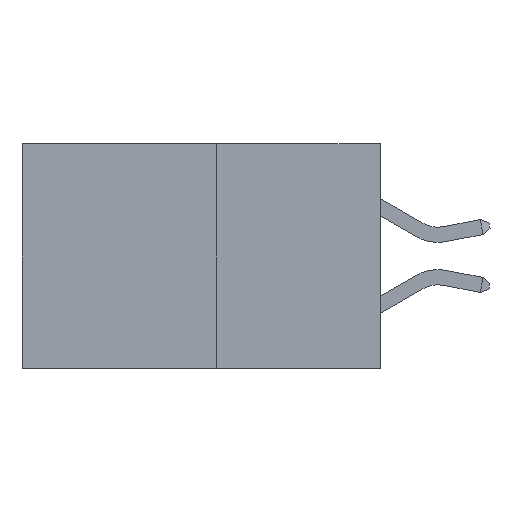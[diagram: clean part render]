
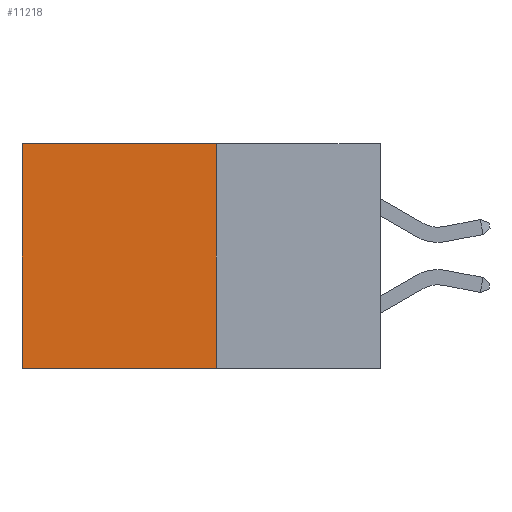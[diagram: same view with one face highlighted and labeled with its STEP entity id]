
A CAD part, left-side view. The second image highlights one B-rep face of the part: STEP entity #11218.
In plain terms, the highlighted planar face has unit normal (-1, 0, 0).
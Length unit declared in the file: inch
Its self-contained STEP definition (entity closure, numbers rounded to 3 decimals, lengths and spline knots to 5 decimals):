
#408 = ORIENTED_EDGE ( 'NONE', *, *, #856, .T. ) ;
#445 = EDGE_CURVE ( 'NONE', #5961, #6817, #5632, .T. ) ;
#751 = EDGE_CURVE ( 'NONE', #6035, #9318, #6987, .T. ) ;
#766 = CARTESIAN_POINT ( 'NONE',  ( 0.277, 0.27, -0.37 ) ) ;
#856 = EDGE_CURVE ( 'NONE', #9318, #6817, #4094, .T. ) ;
#1383 = EDGE_LOOP ( 'NONE', ( #408, #2865, #9720, #1827 ) ) ;
#1683 = DIRECTION ( 'NONE',  ( 0., 0., -1. ) ) ;
#1827 = ORIENTED_EDGE ( 'NONE', *, *, #751, .T. ) ;
#1858 = AXIS2_PLACEMENT_3D ( 'NONE', #766, #7082, #1683 ) ;
#2795 = CARTESIAN_POINT ( 'NONE',  ( 0.277, 0.27, -0.37 ) ) ;
#2810 = CARTESIAN_POINT ( 'NONE',  ( 0.277, 0.59, 0. ) ) ;
#2865 = ORIENTED_EDGE ( 'NONE', *, *, #445, .F. ) ;
#3224 = EDGE_CURVE ( 'NONE', #6035, #5961, #4593, .T. ) ;
#3304 = DIRECTION ( 'NONE',  ( 0., 0., -1. ) ) ;
#3525 = VECTOR ( 'NONE', #11224, 39.37008 ) ;
#4094 = LINE ( 'NONE', #5269, #10327 ) ;
#4310 = VECTOR ( 'NONE', #3304, 39.37008 ) ;
#4565 = DIRECTION ( 'NONE',  ( 0., 0., -1. ) ) ;
#4593 = LINE ( 'NONE', #2795, #4310 ) ;
#4657 = VECTOR ( 'NONE', #11275, 39.37008 ) ;
#5269 = CARTESIAN_POINT ( 'NONE',  ( 0.277, 0.59, -0.37 ) ) ;
#5313 = PLANE ( 'NONE',  #1858 ) ;
#5632 = LINE ( 'NONE', #11247, #3525 ) ;
#5961 = VERTEX_POINT ( 'NONE', #7214 ) ;
#6035 = VERTEX_POINT ( 'NONE', #6498 ) ;
#6429 = FACE_OUTER_BOUND ( 'NONE', #1383, .T. ) ;
#6498 = CARTESIAN_POINT ( 'NONE',  ( 0.277, 0.27, 0. ) ) ;
#6817 = VERTEX_POINT ( 'NONE', #7523 ) ;
#6987 = LINE ( 'NONE', #11261, #4657 ) ;
#7082 = DIRECTION ( 'NONE',  ( 1., 0., 0. ) ) ;
#7214 = CARTESIAN_POINT ( 'NONE',  ( 0.277, 0.27, -0.37 ) ) ;
#7523 = CARTESIAN_POINT ( 'NONE',  ( 0.277, 0.59, -0.37 ) ) ;
#9318 = VERTEX_POINT ( 'NONE', #2810 ) ;
#9720 = ORIENTED_EDGE ( 'NONE', *, *, #3224, .F. ) ;
#10327 = VECTOR ( 'NONE', #4565, 39.37008 ) ;
#11218 = ADVANCED_FACE ( 'NONE', ( #6429 ), #5313, .F. ) ;
#11224 = DIRECTION ( 'NONE',  ( 0., 1., 0. ) ) ;
#11247 = CARTESIAN_POINT ( 'NONE',  ( 0.277, 0.27, -0.37 ) ) ;
#11261 = CARTESIAN_POINT ( 'NONE',  ( 0.277, 0.27, 0. ) ) ;
#11275 = DIRECTION ( 'NONE',  ( 0., 1., 0. ) ) ;
